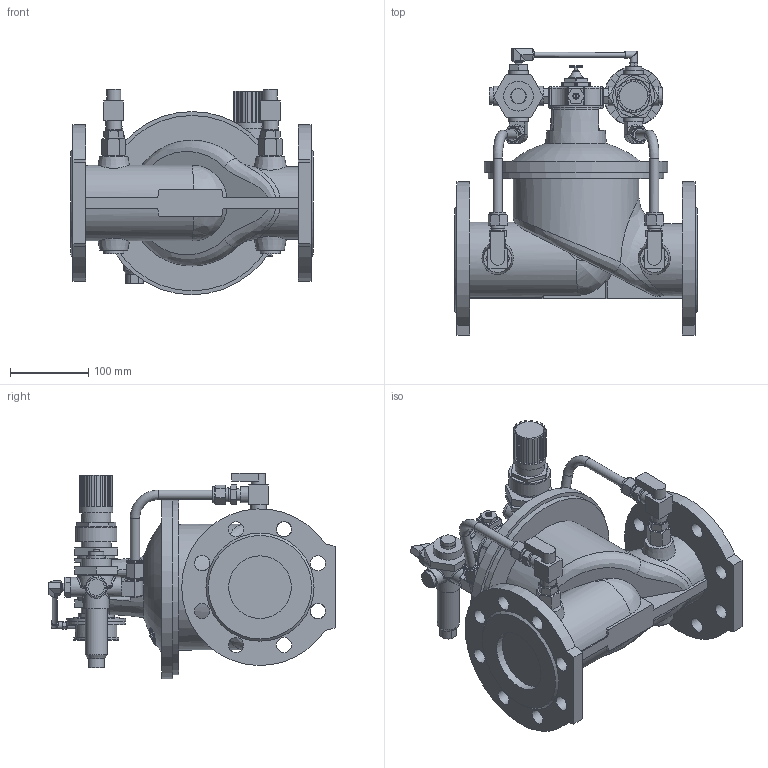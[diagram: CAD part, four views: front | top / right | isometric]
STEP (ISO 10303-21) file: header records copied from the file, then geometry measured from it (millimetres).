
FILE_DESCRIPTION (( 'STEP AP203' ), '1' );
FILE_NAME ('O_859_10_DN080_114XX10_AA0_step.step', '2017-01-09T07:08:44', ( 'Windows User' ), ( 'AVK' ), 'SwSTEP 2.0', 'SolidWorks 2012', '' );
FILE_SCHEMA (( 'CONFIG_CONTROL_DESIGN' ));
Length unit declared in the file: millimetre
Products named in the file (1): O_859_10_DN080_114XX10_AA0_step
Bounding box: 310 x 365.7 x 262.5 mm (x, y, z)
Volume: 6667254.5 mm3; surface area: 512699.3 mm2
Topology: 1 solids, 1 shells, 1100 faces, 2717 edges, 1697 vertices
Faces by surface type: plane 566, cylinder 224, cone 163, bspline 71, torus 56, sphere 20
Full cylindrical faces by diameter (mm): 4 x1, 6 x1, 7 x1, 7.7 x2, 9 x2, 9.7 x1, 12 x4, 14 x1, 15.002 x2, 16 x5, 18 x6, 19 x1, 19.5 x16, 19.6 x2, 20 x7, 21 x5, 24 x2, 25 x8, 26 x2, 28 x1, 32 x2, 37 x1, 38 x3, 40 x1, 42 x1, 46 x3, 48 x3, 53 x3, 58 x1, 70 x1
Entity records: 40148 total; most frequent: CARTESIAN_POINT 15997, ORIENTED_EDGE 4986, DIRECTION 4744, EDGE_CURVE 2493, AXIS2_PLACEMENT_3D 1828, VERTEX_POINT 1620, EDGE_LOOP 1363, FACE_OUTER_BOUND 1214
